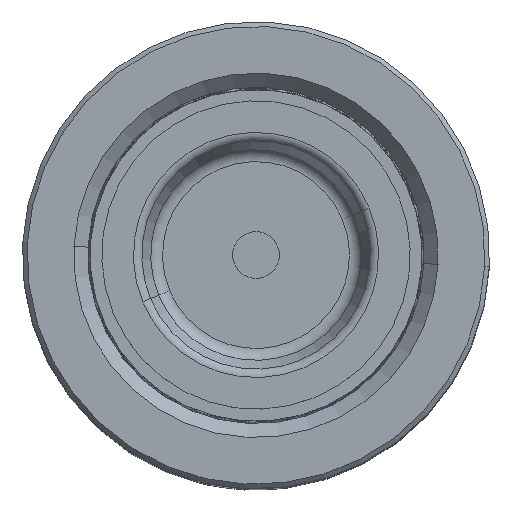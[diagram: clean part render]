
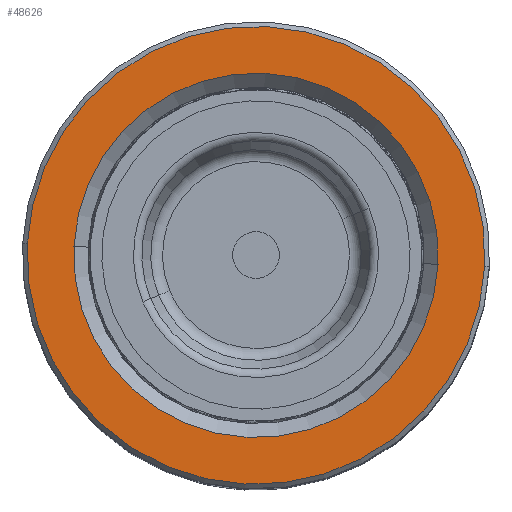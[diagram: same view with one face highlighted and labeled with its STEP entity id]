
A CAD part, top view. The second image highlights one B-rep face of the part: STEP entity #48626.
In plain terms, the highlighted planar face has unit normal (0, 0, 1).
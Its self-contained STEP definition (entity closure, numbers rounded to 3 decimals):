
#6241 = CARTESIAN_POINT ( 'NONE',  ( 0., 0., 80. ) ) ;
#7288 = EDGE_LOOP ( 'NONE', ( #53216, #51203 ) ) ;
#8448 = VERTEX_POINT ( 'NONE', #14376 ) ;
#10055 = DIRECTION ( 'NONE',  ( 1., 0., 0. ) ) ;
#10114 = CARTESIAN_POINT ( 'NONE',  ( 0., 0., 80. ) ) ;
#10448 = CARTESIAN_POINT ( 'NONE',  ( 19.5, 0., 80. ) ) ;
#11195 = DIRECTION ( 'NONE',  ( 0., 0., -1. ) ) ;
#13706 = CARTESIAN_POINT ( 'NONE',  ( 0., 0., 80. ) ) ;
#14376 = CARTESIAN_POINT ( 'NONE',  ( -19.5, 0., 80. ) ) ;
#14762 = EDGE_CURVE ( 'NONE', #8448, #54713, #38801, .T. ) ;
#16946 = DIRECTION ( 'NONE',  ( 1., 0., 0. ) ) ;
#19227 = AXIS2_PLACEMENT_3D ( 'NONE', #10114, #49399, #26806 ) ;
#21065 = EDGE_LOOP ( 'NONE', ( #42484, #57665 ) ) ;
#21998 = AXIS2_PLACEMENT_3D ( 'NONE', #44204, #54691, #10055 ) ;
#24065 = DIRECTION ( 'NONE',  ( 1., 0., 0. ) ) ;
#26226 = EDGE_CURVE ( 'NONE', #54713, #8448, #45117, .T. ) ;
#26806 = DIRECTION ( 'NONE',  ( 1., 0., 0. ) ) ;
#31350 = DIRECTION ( 'NONE',  ( 0., 0., -1. ) ) ;
#32450 = CARTESIAN_POINT ( 'NONE',  ( 24.5, 0., 80. ) ) ;
#32693 = AXIS2_PLACEMENT_3D ( 'NONE', #6241, #11195, #45538 ) ;
#33653 = EDGE_CURVE ( 'NONE', #39267, #35706, #50660, .T. ) ;
#34459 = FACE_BOUND ( 'NONE', #21065, .T. ) ;
#35706 = VERTEX_POINT ( 'NONE', #32450 ) ;
#36447 = CIRCLE ( 'NONE', #19227, 24.5 ) ;
#38801 = CIRCLE ( 'NONE', #32693, 19.5 ) ;
#39267 = VERTEX_POINT ( 'NONE', #55762 ) ;
#40753 = CARTESIAN_POINT ( 'NONE',  ( 0., 0., 80. ) ) ;
#42484 = ORIENTED_EDGE ( 'NONE', *, *, #26226, .T. ) ;
#43112 = PLANE ( 'NONE',  #50673 ) ;
#44204 = CARTESIAN_POINT ( 'NONE',  ( 0., 0., 80. ) ) ;
#44516 = EDGE_CURVE ( 'NONE', #35706, #39267, #36447, .T. ) ;
#45117 = CIRCLE ( 'NONE', #55864, 19.5 ) ;
#45538 = DIRECTION ( 'NONE',  ( 1., 0., 0. ) ) ;
#48626 = ADVANCED_FACE ( 'NONE', ( #61333, #34459 ), #43112, .T. ) ;
#49399 = DIRECTION ( 'NONE',  ( 0., 0., 1. ) ) ;
#50660 = CIRCLE ( 'NONE', #21998, 24.5 ) ;
#50673 = AXIS2_PLACEMENT_3D ( 'NONE', #13706, #53185, #24065 ) ;
#51203 = ORIENTED_EDGE ( 'NONE', *, *, #44516, .T. ) ;
#53185 = DIRECTION ( 'NONE',  ( 0., 0., 1. ) ) ;
#53216 = ORIENTED_EDGE ( 'NONE', *, *, #33653, .T. ) ;
#54691 = DIRECTION ( 'NONE',  ( 0., 0., 1. ) ) ;
#54713 = VERTEX_POINT ( 'NONE', #10448 ) ;
#55762 = CARTESIAN_POINT ( 'NONE',  ( -24.5, 0., 80. ) ) ;
#55864 = AXIS2_PLACEMENT_3D ( 'NONE', #40753, #31350, #16946 ) ;
#57665 = ORIENTED_EDGE ( 'NONE', *, *, #14762, .T. ) ;
#61333 = FACE_OUTER_BOUND ( 'NONE', #7288, .T. ) ;
